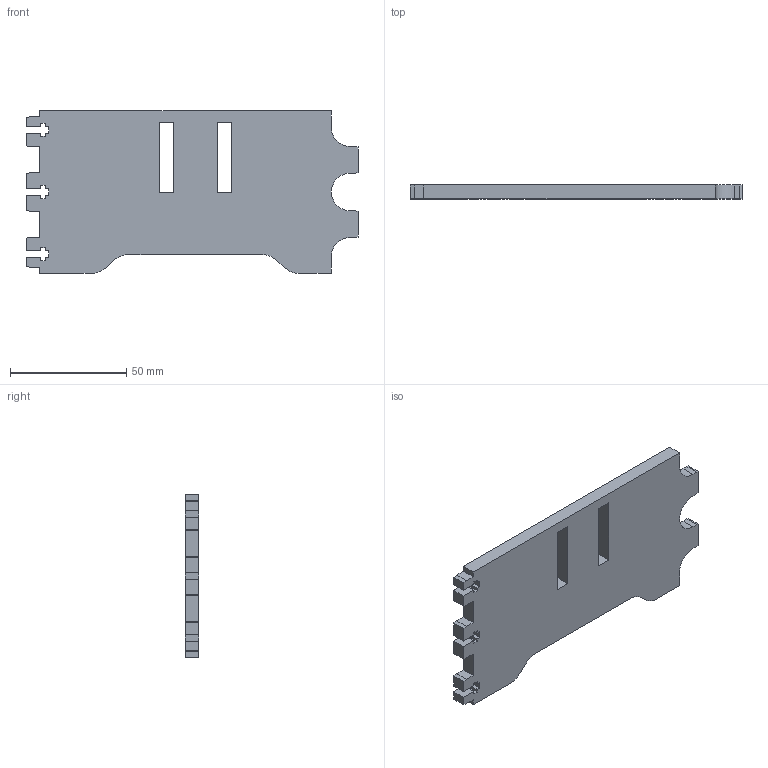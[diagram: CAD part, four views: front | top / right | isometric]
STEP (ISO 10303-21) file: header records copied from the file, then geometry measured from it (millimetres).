
FILE_DESCRIPTION (( 'STEP AP214' ), '1' );
FILE_NAME ('1102-A2P-A.STEP', '2013-05-15T14:50:02', ( '3DAssist' ), ( '' ), 'SwSTEP 2.0', 'SolidWorks 2013', '' );
FILE_SCHEMA (( 'AUTOMOTIVE_DESIGN' ));
Length unit declared in the file: millimetre
Products named in the file (1): 1102-A2P-A
Bounding box: 143 x 6 x 70 mm (x, y, z)
Volume: 49779.8 mm3; surface area: 20682.1 mm2
Topology: 1 solids, 1 shells, 90 faces, 264 edges, 176 vertices
Faces by surface type: plane 83, cylinder 7
Entity records: 2984 total; most frequent: CARTESIAN_POINT 531, ORIENTED_EDGE 528, DIRECTION 460, EDGE_CURVE 264, LINE 250, VECTOR 250, VERTEX_POINT 176, AXIS2_PLACEMENT_3D 105
